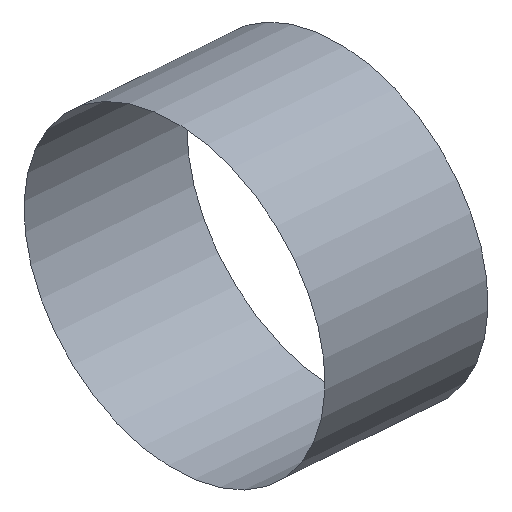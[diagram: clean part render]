
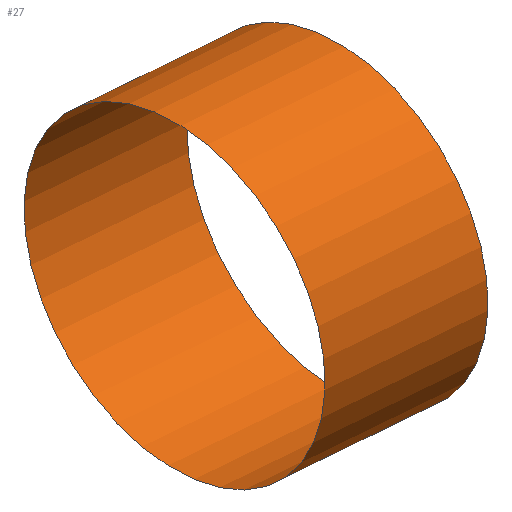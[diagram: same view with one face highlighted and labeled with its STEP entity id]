
A CAD part, isometric view. The second image highlights one B-rep face of the part: STEP entity #27.
In plain terms, the highlighted free-form (B-spline) face has degree [1, 2] with [2, 9] control points.
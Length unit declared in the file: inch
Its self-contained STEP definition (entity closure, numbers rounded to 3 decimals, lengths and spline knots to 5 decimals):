
#12=FACE_OUTER_BOUND('',#13,.T.);
#13=EDGE_LOOP('',(#22,#23,#24,#25));
#14=B_SPLINE_CURVE_WITH_KNOTS('',1,(#73,#74),.UNSPECIFIED.,.F.,.F.,(2,2),
(0.,0.96789),.UNSPECIFIED.);
#15=CIRCLE('',#43,0.1875);
#16=CIRCLE('',#44,0.1875);
#17=VERTEX_POINT('',#70);
#18=VERTEX_POINT('',#72);
#19=EDGE_CURVE('',#17,#17,#15,.T.);
#20=EDGE_CURVE('',#17,#18,#14,.T.);
#21=EDGE_CURVE('',#18,#18,#16,.T.);
#22=ORIENTED_EDGE('',*,*,#19,.F.);
#23=ORIENTED_EDGE('',*,*,#20,.T.);
#24=ORIENTED_EDGE('',*,*,#21,.F.);
#25=ORIENTED_EDGE('',*,*,#20,.F.);
#26=(
BOUNDED_SURFACE()
B_SPLINE_SURFACE(1,2,((#52,#53,#54,#55,#56,#57,#58,#59,#60),(#61,#62,#63,
#64,#65,#66,#67,#68,#69)),.UNSPECIFIED.,.F.,.T.,.F.)
B_SPLINE_SURFACE_WITH_KNOTS((2,2),(3,2,2,2,3),(-0.1384,1.10629),
(-3.14159,-1.5708,0.,1.5708,3.14159),
 .UNSPECIFIED.)
GEOMETRIC_REPRESENTATION_ITEM()
RATIONAL_B_SPLINE_SURFACE(((1.,0.707,1.,0.707,1.,
0.707,1.,0.707,1.),(1.,0.707,1.,0.707,
1.,0.707,1.,0.707,1.)))
REPRESENTATION_ITEM('')
SURFACE()
);
#27=ADVANCED_FACE('',(#12),#26,.T.);
#43=AXIS2_PLACEMENT_3D('',#71,#47,#48);
#44=AXIS2_PLACEMENT_3D('',#75,#49,#50);
#47=DIRECTION('center_axis',(-1.,0.,0.));
#48=DIRECTION('ref_axis',(0.,1.,0.));
#49=DIRECTION('center_axis',(1.,0.,0.));
#50=DIRECTION('ref_axis',(0.,0.,-1.));
#52=CARTESIAN_POINT('Ctrl Pts',(-0.9607,-4.05595,23.42206));
#53=CARTESIAN_POINT('Ctrl Pts',(-0.9358,-3.88036,23.36661));
#54=CARTESIAN_POINT('Ctrl Pts',(-0.9358,-3.93682,23.18781));
#55=CARTESIAN_POINT('Ctrl Pts',(-0.9358,-3.99329,23.00901));
#56=CARTESIAN_POINT('Ctrl Pts',(-0.9607,-4.16887,23.06446));
#57=CARTESIAN_POINT('Ctrl Pts',(-0.9856,-4.34446,23.11991));
#58=CARTESIAN_POINT('Ctrl Pts',(-0.9856,-4.288,23.29871));
#59=CARTESIAN_POINT('Ctrl Pts',(-0.9856,-4.23153,23.4775));
#60=CARTESIAN_POINT('Ctrl Pts',(-0.9607,-4.05595,23.42206));
#61=CARTESIAN_POINT('Ctrl Pts',(-1.19198,-4.02613,23.41264));
#62=CARTESIAN_POINT('Ctrl Pts',(-1.16708,-3.85054,23.35719));
#63=CARTESIAN_POINT('Ctrl Pts',(-1.16708,-3.907,23.17839));
#64=CARTESIAN_POINT('Ctrl Pts',(-1.16708,-3.96347,22.9996));
#65=CARTESIAN_POINT('Ctrl Pts',(-1.19198,-4.13905,23.05504));
#66=CARTESIAN_POINT('Ctrl Pts',(-1.21687,-4.31464,23.11049));
#67=CARTESIAN_POINT('Ctrl Pts',(-1.21687,-4.25818,23.28929));
#68=CARTESIAN_POINT('Ctrl Pts',(-1.21687,-4.20171,23.46809));
#69=CARTESIAN_POINT('Ctrl Pts',(-1.19198,-4.02613,23.41264));
#70=CARTESIAN_POINT('',(-0.98642,-4.05263,23.42101));
#71=CARTESIAN_POINT('Origin',(-0.98642,-4.10909,23.24221));
#72=CARTESIAN_POINT('',(-1.16626,-4.02944,23.41369));
#73=CARTESIAN_POINT('Ctrl Pts',(-0.98642,-4.05263,23.42101));
#74=CARTESIAN_POINT('Ctrl Pts',(-1.16626,-4.02944,23.41369));
#75=CARTESIAN_POINT('Origin',(-1.16626,-4.08591,23.23489));
